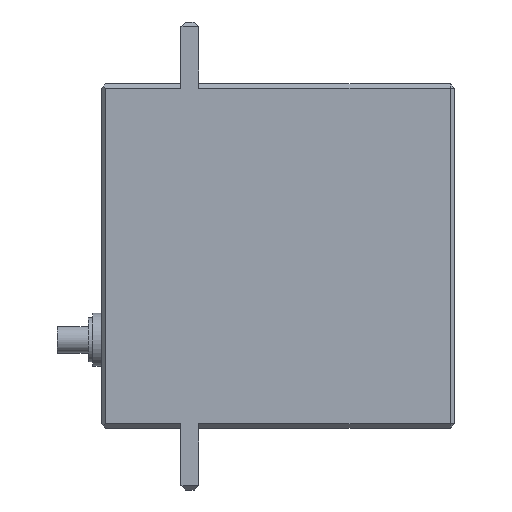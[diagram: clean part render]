
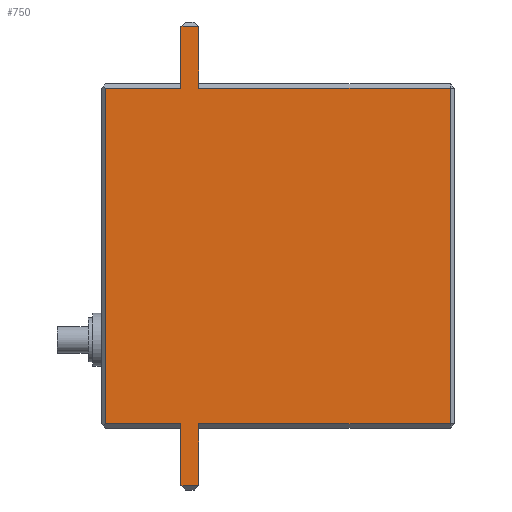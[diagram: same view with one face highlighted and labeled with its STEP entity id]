
A CAD part, front view. The second image highlights one B-rep face of the part: STEP entity #750.
In plain terms, the highlighted planar face has unit normal (0, -1, 0).
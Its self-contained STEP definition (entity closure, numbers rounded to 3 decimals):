
#12 = VECTOR ( 'NONE', #1393, 1000. ) ;
#43 = VECTOR ( 'NONE', #1068, 1000. ) ;
#45 = EDGE_CURVE ( 'NONE', #202, #1175, #1328, .T. ) ;
#48 = CARTESIAN_POINT ( 'NONE',  ( -31., 0., 38.5 ) ) ;
#98 = CARTESIAN_POINT ( 'NONE',  ( -0.5, 0., 0.5 ) ) ;
#99 = LINE ( 'NONE', #690, #1838 ) ;
#133 = VECTOR ( 'NONE', #1764, 1000. ) ;
#140 = LINE ( 'NONE', #1103, #1027 ) ;
#146 = ORIENTED_EDGE ( 'NONE', *, *, #1553, .T. ) ;
#153 = ORIENTED_EDGE ( 'NONE', *, *, #1724, .T. ) ;
#160 = DIRECTION ( 'NONE',  ( 0., -1., 0. ) ) ;
#161 = VECTOR ( 'NONE', #1832, 1000. ) ;
#180 = EDGE_CURVE ( 'NONE', #1361, #863, #270, .T. ) ;
#190 = DIRECTION ( 'NONE',  ( 0., 0., -1. ) ) ;
#202 = VERTEX_POINT ( 'NONE', #98 ) ;
#208 = CARTESIAN_POINT ( 'NONE',  ( -39.5, 0., 38.5 ) ) ;
#219 = VECTOR ( 'NONE', #1216, 1000. ) ;
#221 = VECTOR ( 'NONE', #652, 1000. ) ;
#223 = CARTESIAN_POINT ( 'NONE',  ( -29., 0., -7. ) ) ;
#237 = CARTESIAN_POINT ( 'NONE',  ( -29., 0., 46. ) ) ;
#249 = CARTESIAN_POINT ( 'NONE',  ( -31., 0., 45.5 ) ) ;
#270 = LINE ( 'NONE', #1379, #1536 ) ;
#277 = EDGE_CURVE ( 'NONE', #1361, #1090, #1505, .T. ) ;
#314 = VECTOR ( 'NONE', #335, 1000. ) ;
#335 = DIRECTION ( 'NONE',  ( 0., 0., 1. ) ) ;
#341 = VERTEX_POINT ( 'NONE', #1030 ) ;
#385 = ORIENTED_EDGE ( 'NONE', *, *, #1771, .T. ) ;
#397 = CARTESIAN_POINT ( 'NONE',  ( -31., 0., 45.5 ) ) ;
#428 = EDGE_CURVE ( 'NONE', #1778, #965, #896, .T. ) ;
#436 = EDGE_CURVE ( 'NONE', #965, #1247, #1770, .T. ) ;
#542 = LINE ( 'NONE', #397, #161 ) ;
#544 = CARTESIAN_POINT ( 'NONE',  ( -39.5, 0., 0.5 ) ) ;
#561 = ORIENTED_EDGE ( 'NONE', *, *, #428, .T. ) ;
#611 = FACE_OUTER_BOUND ( 'NONE', #1347, .T. ) ;
#652 = DIRECTION ( 'NONE',  ( 0., 0., -1. ) ) ;
#656 = LINE ( 'NONE', #223, #219 ) ;
#664 = DIRECTION ( 'NONE',  ( 1., 0., 0. ) ) ;
#690 = CARTESIAN_POINT ( 'NONE',  ( 0., 0., 0.5 ) ) ;
#717 = EDGE_CURVE ( 'NONE', #1190, #863, #140, .T. ) ;
#735 = CARTESIAN_POINT ( 'NONE',  ( -31., 0., -6.5 ) ) ;
#750 = ADVANCED_FACE ( 'NONE', ( #611 ), #878, .T. ) ;
#828 = CARTESIAN_POINT ( 'NONE',  ( -39.5, 0., 38.5 ) ) ;
#863 = VERTEX_POINT ( 'NONE', #1008 ) ;
#866 = VERTEX_POINT ( 'NONE', #1588 ) ;
#878 = PLANE ( 'NONE',  #1840 ) ;
#896 = LINE ( 'NONE', #1159, #1118 ) ;
#900 = ORIENTED_EDGE ( 'NONE', *, *, #45, .T. ) ;
#951 = CARTESIAN_POINT ( 'NONE',  ( -0.5, 0., 39. ) ) ;
#958 = VERTEX_POINT ( 'NONE', #1607 ) ;
#965 = VERTEX_POINT ( 'NONE', #48 ) ;
#973 = DIRECTION ( 'NONE',  ( 0., 0., -1. ) ) ;
#1008 = CARTESIAN_POINT ( 'NONE',  ( -31., 0., 0.5 ) ) ;
#1027 = VECTOR ( 'NONE', #1675, 1000. ) ;
#1030 = CARTESIAN_POINT ( 'NONE',  ( -29., 0., 45.5 ) ) ;
#1068 = DIRECTION ( 'NONE',  ( 1., 0., 0. ) ) ;
#1090 = VERTEX_POINT ( 'NONE', #1554 ) ;
#1103 = CARTESIAN_POINT ( 'NONE',  ( -31., 0., 0.5 ) ) ;
#1109 = DIRECTION ( 'NONE',  ( 0., 0., 1. ) ) ;
#1118 = VECTOR ( 'NONE', #1601, 1000. ) ;
#1159 = CARTESIAN_POINT ( 'NONE',  ( -31., 0., 46. ) ) ;
#1162 = ORIENTED_EDGE ( 'NONE', *, *, #277, .T. ) ;
#1175 = VERTEX_POINT ( 'NONE', #1835 ) ;
#1181 = VECTOR ( 'NONE', #973, 1000. ) ;
#1190 = VERTEX_POINT ( 'NONE', #544 ) ;
#1209 = EDGE_CURVE ( 'NONE', #1175, #866, #1260, .T. ) ;
#1216 = DIRECTION ( 'NONE',  ( 0., 0., 1. ) ) ;
#1222 = ORIENTED_EDGE ( 'NONE', *, *, #1285, .F. ) ;
#1247 = VERTEX_POINT ( 'NONE', #828 ) ;
#1260 = LINE ( 'NONE', #1834, #12 ) ;
#1270 = CARTESIAN_POINT ( 'NONE',  ( -39.5, 0., 0. ) ) ;
#1283 = ORIENTED_EDGE ( 'NONE', *, *, #717, .T. ) ;
#1285 = EDGE_CURVE ( 'NONE', #341, #866, #1410, .T. ) ;
#1328 = LINE ( 'NONE', #951, #314 ) ;
#1336 = ORIENTED_EDGE ( 'NONE', *, *, #1209, .T. ) ;
#1347 = EDGE_LOOP ( 'NONE', ( #561, #1606, #385, #1283, #1387, #1162, #146, #1490, #900, #1336, #1222, #153 ) ) ;
#1361 = VERTEX_POINT ( 'NONE', #735 ) ;
#1379 = CARTESIAN_POINT ( 'NONE',  ( -31., 0., -7. ) ) ;
#1387 = ORIENTED_EDGE ( 'NONE', *, *, #180, .F. ) ;
#1393 = DIRECTION ( 'NONE',  ( -1., 0., 0. ) ) ;
#1410 = LINE ( 'NONE', #237, #1181 ) ;
#1431 = CARTESIAN_POINT ( 'NONE',  ( 0., 0., 0. ) ) ;
#1490 = ORIENTED_EDGE ( 'NONE', *, *, #1734, .T. ) ;
#1505 = LINE ( 'NONE', #1667, #43 ) ;
#1536 = VECTOR ( 'NONE', #1109, 1000. ) ;
#1553 = EDGE_CURVE ( 'NONE', #1090, #958, #656, .T. ) ;
#1554 = CARTESIAN_POINT ( 'NONE',  ( -29., 0., -6.5 ) ) ;
#1588 = CARTESIAN_POINT ( 'NONE',  ( -29., 0., 38.5 ) ) ;
#1601 = DIRECTION ( 'NONE',  ( 0., 0., -1. ) ) ;
#1606 = ORIENTED_EDGE ( 'NONE', *, *, #436, .T. ) ;
#1607 = CARTESIAN_POINT ( 'NONE',  ( -29., 0., 0.5 ) ) ;
#1667 = CARTESIAN_POINT ( 'NONE',  ( -29., 0., -6.5 ) ) ;
#1675 = DIRECTION ( 'NONE',  ( 1., 0., 0. ) ) ;
#1702 = LINE ( 'NONE', #1270, #221 ) ;
#1724 = EDGE_CURVE ( 'NONE', #341, #1778, #542, .T. ) ;
#1734 = EDGE_CURVE ( 'NONE', #958, #202, #99, .T. ) ;
#1764 = DIRECTION ( 'NONE',  ( -1., 0., 0. ) ) ;
#1770 = LINE ( 'NONE', #208, #133 ) ;
#1771 = EDGE_CURVE ( 'NONE', #1247, #1190, #1702, .T. ) ;
#1778 = VERTEX_POINT ( 'NONE', #249 ) ;
#1832 = DIRECTION ( 'NONE',  ( -1., 0., 0. ) ) ;
#1834 = CARTESIAN_POINT ( 'NONE',  ( -29., 0., 38.5 ) ) ;
#1835 = CARTESIAN_POINT ( 'NONE',  ( -0.5, 0., 38.5 ) ) ;
#1838 = VECTOR ( 'NONE', #664, 1000. ) ;
#1840 = AXIS2_PLACEMENT_3D ( 'NONE', #1431, #160, #190 ) ;
